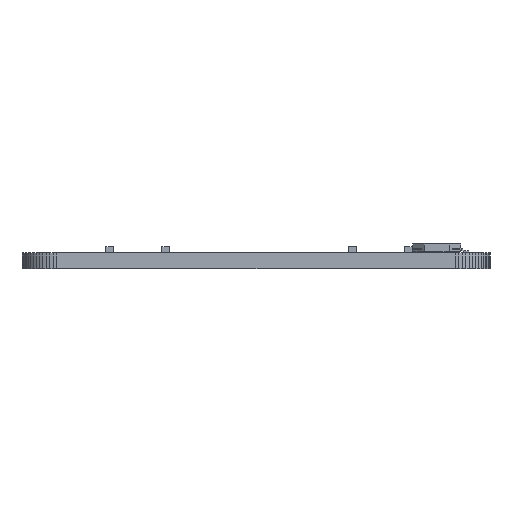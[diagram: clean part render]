
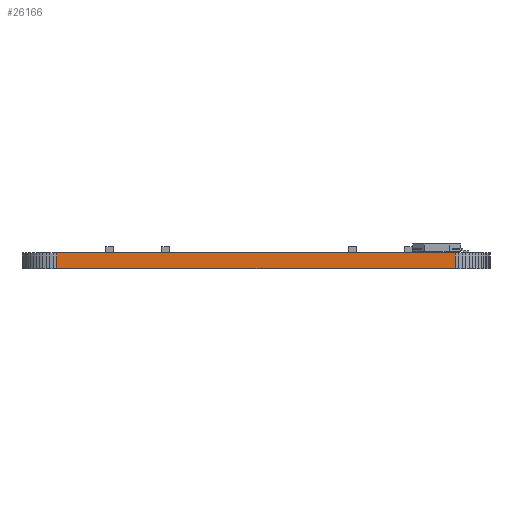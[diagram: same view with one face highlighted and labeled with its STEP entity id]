
A CAD part, left-side view. The second image highlights one B-rep face of the part: STEP entity #26166.
In plain terms, the highlighted planar face has unit normal (-1, 0, 0).
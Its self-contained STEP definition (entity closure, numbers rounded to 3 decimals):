
#6564 = PLANE('',#6565);
#6565 = AXIS2_PLACEMENT_3D('',#6566,#6567,#6568);
#6566 = CARTESIAN_POINT('',(150.501,-73.,1.58));
#6567 = DIRECTION('',(-0.,-0.,-1.));
#6568 = DIRECTION('',(-1.,0.,0.));
#6618 = PLANE('',#6619);
#6619 = AXIS2_PLACEMENT_3D('',#6620,#6621,#6622);
#6620 = CARTESIAN_POINT('',(150.501,-73.,0.));
#6621 = DIRECTION('',(-0.,-0.,-1.));
#6622 = DIRECTION('',(-1.,0.,0.));
#8015 = VERTEX_POINT('',#8016);
#8016 = CARTESIAN_POINT('',(114.5,-93.,0.));
#8030 = PLANE('',#8031);
#8031 = AXIS2_PLACEMENT_3D('',#8032,#8033,#8034);
#8032 = CARTESIAN_POINT('',(114.519,-93.366,0.));
#8033 = DIRECTION('',(-0.999,-0.052,0.));
#8034 = DIRECTION('',(-0.052,0.999,0.));
#8042 = EDGE_CURVE('',#8015,#8043,#8045,.T.);
#8043 = VERTEX_POINT('',#8044);
#8044 = CARTESIAN_POINT('',(114.5,-53.,0.));
#8045 = SURFACE_CURVE('',#8046,(#8050,#8057),.PCURVE_S1.);
#8046 = LINE('',#8047,#8048);
#8047 = CARTESIAN_POINT('',(114.5,-93.,0.));
#8048 = VECTOR('',#8049,1.);
#8049 = DIRECTION('',(0.,1.,0.));
#8050 = PCURVE('',#6618,#8051);
#8051 = DEFINITIONAL_REPRESENTATION('',(#8052),#8056);
#8052 = LINE('',#8053,#8054);
#8053 = CARTESIAN_POINT('',(36.001,-20.));
#8054 = VECTOR('',#8055,1.);
#8055 = DIRECTION('',(0.,1.));
#8056 = ( GEOMETRIC_REPRESENTATION_CONTEXT(2) 
PARAMETRIC_REPRESENTATION_CONTEXT() REPRESENTATION_CONTEXT('2D SPACE',''
  ) );
#8057 = PCURVE('',#8058,#8063);
#8058 = PLANE('',#8059);
#8059 = AXIS2_PLACEMENT_3D('',#8060,#8061,#8062);
#8060 = CARTESIAN_POINT('',(114.5,-93.,0.));
#8061 = DIRECTION('',(-1.,0.,0.));
#8062 = DIRECTION('',(0.,1.,0.));
#8063 = DEFINITIONAL_REPRESENTATION('',(#8064),#8068);
#8064 = LINE('',#8065,#8066);
#8065 = CARTESIAN_POINT('',(0.,0.));
#8066 = VECTOR('',#8067,1.);
#8067 = DIRECTION('',(1.,0.));
#8068 = ( GEOMETRIC_REPRESENTATION_CONTEXT(2) 
PARAMETRIC_REPRESENTATION_CONTEXT() REPRESENTATION_CONTEXT('2D SPACE',''
  ) );
#8086 = PLANE('',#8087);
#8087 = AXIS2_PLACEMENT_3D('',#8088,#8089,#8090);
#8088 = CARTESIAN_POINT('',(114.5,-53.,0.));
#8089 = DIRECTION('',(-0.999,0.052,0.));
#8090 = DIRECTION('',(0.052,0.999,0.));
#17943 = VERTEX_POINT('',#17944);
#17944 = CARTESIAN_POINT('',(114.5,-93.,1.58));
#17965 = EDGE_CURVE('',#17943,#17966,#17968,.T.);
#17966 = VERTEX_POINT('',#17967);
#17967 = CARTESIAN_POINT('',(114.5,-53.,1.58));
#17968 = SURFACE_CURVE('',#17969,(#17973,#17980),.PCURVE_S1.);
#17969 = LINE('',#17970,#17971);
#17970 = CARTESIAN_POINT('',(114.5,-93.,1.58));
#17971 = VECTOR('',#17972,1.);
#17972 = DIRECTION('',(0.,1.,0.));
#17973 = PCURVE('',#6564,#17974);
#17974 = DEFINITIONAL_REPRESENTATION('',(#17975),#17979);
#17975 = LINE('',#17976,#17977);
#17976 = CARTESIAN_POINT('',(36.001,-20.));
#17977 = VECTOR('',#17978,1.);
#17978 = DIRECTION('',(0.,1.));
#17979 = ( GEOMETRIC_REPRESENTATION_CONTEXT(2) 
PARAMETRIC_REPRESENTATION_CONTEXT() REPRESENTATION_CONTEXT('2D SPACE',''
  ) );
#17980 = PCURVE('',#8058,#17981);
#17981 = DEFINITIONAL_REPRESENTATION('',(#17982),#17986);
#17982 = LINE('',#17983,#17984);
#17983 = CARTESIAN_POINT('',(0.,-1.58));
#17984 = VECTOR('',#17985,1.);
#17985 = DIRECTION('',(1.,0.));
#17986 = ( GEOMETRIC_REPRESENTATION_CONTEXT(2) 
PARAMETRIC_REPRESENTATION_CONTEXT() REPRESENTATION_CONTEXT('2D SPACE',''
  ) );
#26116 = EDGE_CURVE('',#8043,#17966,#26117,.T.);
#26117 = SURFACE_CURVE('',#26118,(#26122,#26129),.PCURVE_S1.);
#26118 = LINE('',#26119,#26120);
#26119 = CARTESIAN_POINT('',(114.5,-53.,0.));
#26120 = VECTOR('',#26121,1.);
#26121 = DIRECTION('',(0.,0.,1.));
#26122 = PCURVE('',#8086,#26123);
#26123 = DEFINITIONAL_REPRESENTATION('',(#26124),#26128);
#26124 = LINE('',#26125,#26126);
#26125 = CARTESIAN_POINT('',(0.,0.));
#26126 = VECTOR('',#26127,1.);
#26127 = DIRECTION('',(0.,-1.));
#26128 = ( GEOMETRIC_REPRESENTATION_CONTEXT(2) 
PARAMETRIC_REPRESENTATION_CONTEXT() REPRESENTATION_CONTEXT('2D SPACE',''
  ) );
#26129 = PCURVE('',#8058,#26130);
#26130 = DEFINITIONAL_REPRESENTATION('',(#26131),#26135);
#26131 = LINE('',#26132,#26133);
#26132 = CARTESIAN_POINT('',(40.,0.));
#26133 = VECTOR('',#26134,1.);
#26134 = DIRECTION('',(0.,-1.));
#26135 = ( GEOMETRIC_REPRESENTATION_CONTEXT(2) 
PARAMETRIC_REPRESENTATION_CONTEXT() REPRESENTATION_CONTEXT('2D SPACE',''
  ) );
#26166 = ADVANCED_FACE('',(#26167),#8058,.T.);
#26167 = FACE_BOUND('',#26168,.T.);
#26168 = EDGE_LOOP('',(#26169,#26190,#26191,#26192));
#26169 = ORIENTED_EDGE('',*,*,#26170,.T.);
#26170 = EDGE_CURVE('',#8015,#17943,#26171,.T.);
#26171 = SURFACE_CURVE('',#26172,(#26176,#26183),.PCURVE_S1.);
#26172 = LINE('',#26173,#26174);
#26173 = CARTESIAN_POINT('',(114.5,-93.,0.));
#26174 = VECTOR('',#26175,1.);
#26175 = DIRECTION('',(0.,0.,1.));
#26176 = PCURVE('',#8058,#26177);
#26177 = DEFINITIONAL_REPRESENTATION('',(#26178),#26182);
#26178 = LINE('',#26179,#26180);
#26179 = CARTESIAN_POINT('',(0.,0.));
#26180 = VECTOR('',#26181,1.);
#26181 = DIRECTION('',(0.,-1.));
#26182 = ( GEOMETRIC_REPRESENTATION_CONTEXT(2) 
PARAMETRIC_REPRESENTATION_CONTEXT() REPRESENTATION_CONTEXT('2D SPACE',''
  ) );
#26183 = PCURVE('',#8030,#26184);
#26184 = DEFINITIONAL_REPRESENTATION('',(#26185),#26189);
#26185 = LINE('',#26186,#26187);
#26186 = CARTESIAN_POINT('',(0.366,0.));
#26187 = VECTOR('',#26188,1.);
#26188 = DIRECTION('',(0.,-1.));
#26189 = ( GEOMETRIC_REPRESENTATION_CONTEXT(2) 
PARAMETRIC_REPRESENTATION_CONTEXT() REPRESENTATION_CONTEXT('2D SPACE',''
  ) );
#26190 = ORIENTED_EDGE('',*,*,#17965,.T.);
#26191 = ORIENTED_EDGE('',*,*,#26116,.F.);
#26192 = ORIENTED_EDGE('',*,*,#8042,.F.);
